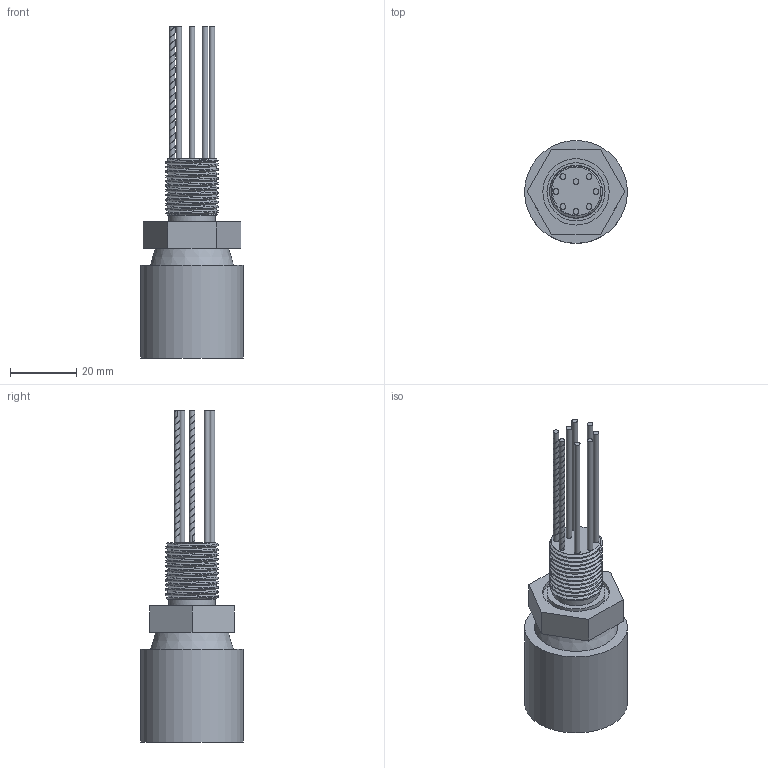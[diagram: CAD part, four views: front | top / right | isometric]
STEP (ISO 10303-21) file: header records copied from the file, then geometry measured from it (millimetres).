
FILE_DESCRIPTION(/* description */ (''),/* implementation_level */ '2;1');
FILE_NAME(/* name */ 'BH8F.stp',/* time_stamp */ '2014-11-20T15:06:07+01:00',/* author */ ('sh'),/* organization */ (''),/* preprocessor_version */ 'ST-DEVELOPER v15.2',/* originating_system */ 'Autodesk Inventor 2014',/* authorisation */ '');
FILE_SCHEMA (('AUTOMOTIVE_DESIGN { 1 0 10303 214 3 1 1 }'));
Length unit declared in the file: millimetre
Products named in the file (1): BH8F
Bounding box: 31 x 31 x 100 mm (x, y, z)
Volume: 29114.3 mm3; surface area: 11250 mm2
Topology: 1 solids, 1 shells, 216 faces, 533 edges, 352 vertices
Faces by surface type: plane 102, bspline 88, cylinder 23, cone 3
Full cylindrical faces by diameter (mm): 1.7 x6, 4.8 x8, 14.143 x1, 17.5 x1, 20 x1, 31 x1
Entity records: 10704 total; most frequent: CARTESIAN_POINT 5964, ORIENTED_EDGE 1030, DIRECTION 634, EDGE_CURVE 513, VERTEX_POINT 351, LINE 284, VECTOR 284, EDGE_LOOP 268
